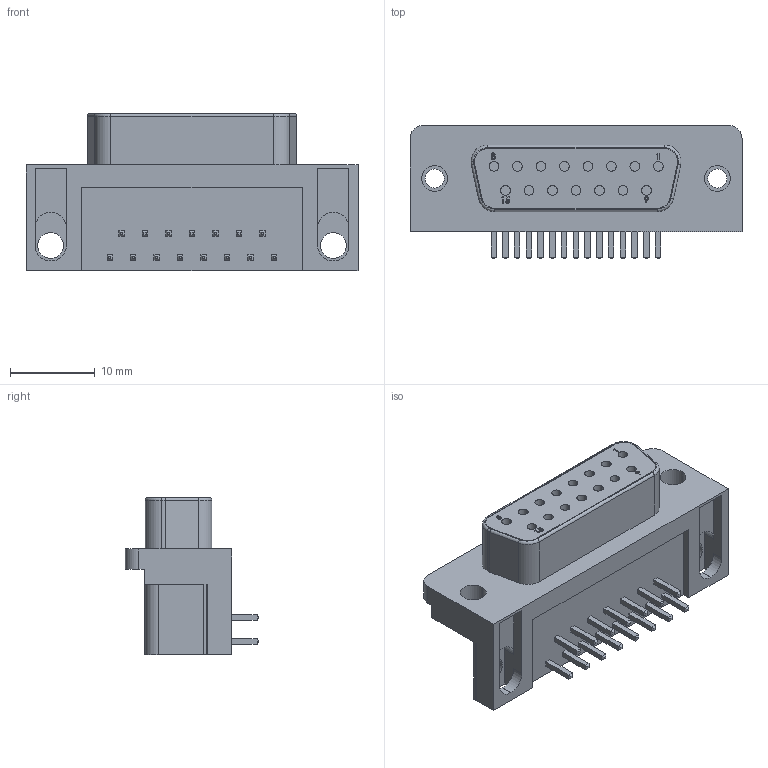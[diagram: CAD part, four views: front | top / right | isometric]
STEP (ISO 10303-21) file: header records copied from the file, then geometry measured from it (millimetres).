
FILE_DESCRIPTION(('FreeCAD Model'),'2;1');
FILE_NAME('DSUB15-Female.step', '2018-04-16T14:21:16',('kicad StepUp'),('ksu MCAD'), 'Open CASCADE STEP processor 6.8','FreeCAD','Unknown');
FILE_SCHEMA(('AUTOMOTIVE_DESIGN_CC2 { 1 2 10303 214 -1 1 5 4 }'));
Length unit declared in the file: millimetre
Products named in the file (1): DSUB15-Female
Bounding box: 39.14 x 15.72 x 18.52 mm (x, y, z)
Volume: 5030.2 mm3; surface area: 4055.5 mm2
Topology: 1 solids, 1 shells, 347 faces, 843 edges, 539 vertices
Faces by surface type: plane 237, cylinder 73, bspline 32, torus 5
Entity records: 14031 total; most frequent: CARTESIAN_POINT 3522, ORIENTED_EDGE 1686, DIRECTION 1563, EDGE_CURVE 843, LINE 627, VECTOR 627, VERTEX_POINT 539, AXIS2_PLACEMENT_3D 468
